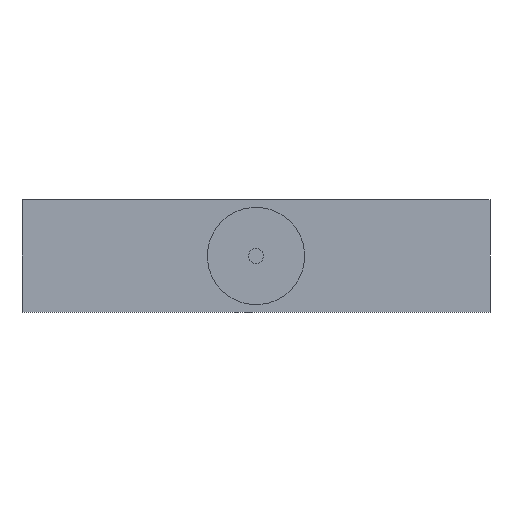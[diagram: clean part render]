
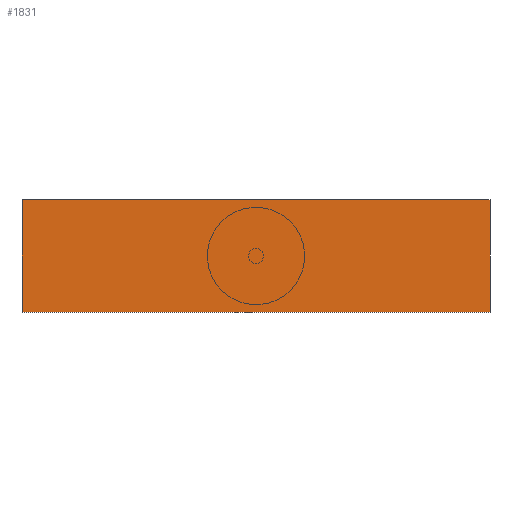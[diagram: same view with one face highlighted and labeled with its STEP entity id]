
A CAD part, front view. The second image highlights one B-rep face of the part: STEP entity #1831.
In plain terms, the highlighted planar face has unit normal (0, -1, 0).
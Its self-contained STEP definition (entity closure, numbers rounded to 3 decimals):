
#203 = CARTESIAN_POINT ( 'NONE',  ( -62.5, 0., 15. ) ) ;
#220 = VERTEX_POINT ( 'NONE', #3870 ) ;
#257 = VECTOR ( 'NONE', #2156, 1000. ) ;
#261 = VECTOR ( 'NONE', #3348, 1000. ) ;
#397 = EDGE_CURVE ( 'NONE', #3679, #220, #1094, .T. ) ;
#732 = EDGE_CURVE ( 'NONE', #2955, #3679, #1161, .T. ) ;
#746 = EDGE_LOOP ( 'NONE', ( #2239, #2608, #2406, #1817 ) ) ;
#836 = CARTESIAN_POINT ( 'NONE',  ( -62.5, 0., -15. ) ) ;
#1010 = VECTOR ( 'NONE', #4053, 1000. ) ;
#1081 = EDGE_CURVE ( 'NONE', #1483, #2955, #3070, .T. ) ;
#1094 = LINE ( 'NONE', #2092, #2753 ) ;
#1161 = LINE ( 'NONE', #203, #1010 ) ;
#1189 = CARTESIAN_POINT ( 'NONE',  ( 0., 0., 0. ) ) ;
#1194 = AXIS2_PLACEMENT_3D ( 'NONE', #1189, #2551, #2461 ) ;
#1450 = CARTESIAN_POINT ( 'NONE',  ( -62.5, 0., -15. ) ) ;
#1483 = VERTEX_POINT ( 'NONE', #3353 ) ;
#1689 = EDGE_CURVE ( 'NONE', #220, #1483, #3329, .T. ) ;
#1783 = CARTESIAN_POINT ( 'NONE',  ( -62.5, 0., 15. ) ) ;
#1817 = ORIENTED_EDGE ( 'NONE', *, *, #1689, .F. ) ;
#1831 = ADVANCED_FACE ( 'NONE', ( #2213 ), #1850, .F. ) ;
#1850 = PLANE ( 'NONE',  #1194 ) ;
#2092 = CARTESIAN_POINT ( 'NONE',  ( 62.5, 0., -15. ) ) ;
#2156 = DIRECTION ( 'NONE',  ( 0., 0., 1. ) ) ;
#2213 = FACE_OUTER_BOUND ( 'NONE', #746, .T. ) ;
#2239 = ORIENTED_EDGE ( 'NONE', *, *, #397, .F. ) ;
#2406 = ORIENTED_EDGE ( 'NONE', *, *, #1081, .F. ) ;
#2461 = DIRECTION ( 'NONE',  ( 0., 0., 1. ) ) ;
#2551 = DIRECTION ( 'NONE',  ( 0., 1., 0. ) ) ;
#2608 = ORIENTED_EDGE ( 'NONE', *, *, #732, .F. ) ;
#2753 = VECTOR ( 'NONE', #3655, 1000. ) ;
#2955 = VERTEX_POINT ( 'NONE', #1783 ) ;
#3070 = LINE ( 'NONE', #836, #257 ) ;
#3288 = CARTESIAN_POINT ( 'NONE',  ( 62.5, 0., 15. ) ) ;
#3329 = LINE ( 'NONE', #1450, #261 ) ;
#3348 = DIRECTION ( 'NONE',  ( -1., 0., 0. ) ) ;
#3353 = CARTESIAN_POINT ( 'NONE',  ( -62.5, 0., -15. ) ) ;
#3655 = DIRECTION ( 'NONE',  ( 0., 0., -1. ) ) ;
#3679 = VERTEX_POINT ( 'NONE', #3288 ) ;
#3870 = CARTESIAN_POINT ( 'NONE',  ( 62.5, 0., -15. ) ) ;
#4053 = DIRECTION ( 'NONE',  ( 1., 0., 0. ) ) ;
